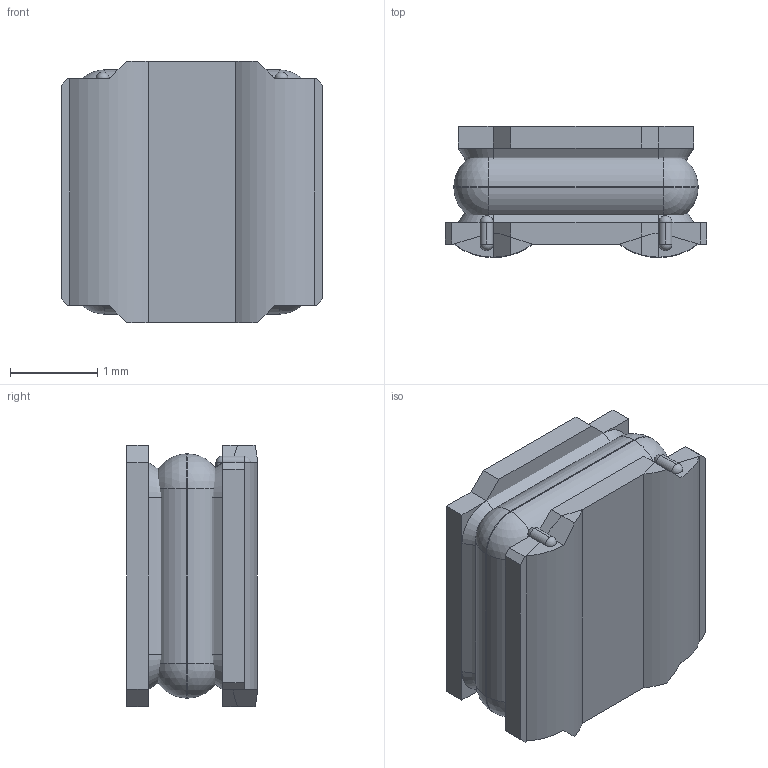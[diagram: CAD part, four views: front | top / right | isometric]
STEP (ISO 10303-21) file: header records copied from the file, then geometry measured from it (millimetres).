
FILE_DESCRIPTION(('FreeCAD Model'),'2;1');
FILE_NAME('Open CASCADE Shape Model','2024-09-22T15:15:10',('Author'),( ''),'Open CASCADE STEP processor 7.6','FreeCAD','Unknown');
FILE_SCHEMA(('AUTOMOTIVE_DESIGN { 1 0 10303 214 1 1 1 1 }'));
Length unit declared in the file: millimetre
Products named in the file (10): Unnamed; NR3015T4R7M007; NR3015T4R7M; NR3015T4R7M001; NR3015T4R7M002; NR3015T4R7M003; NR3015T4R7M004; NR3015T4R7M005; NR3015T4R7M006; Fillet
Assembly tree (16 placements, depth 3):
  Unnamed
    NR3015T4R7M007
      NR3015T4R7M
      NR3015T4R7M001
      NR3015T4R7M002
      NR3015T4R7M003
      NR3015T4R7M004
      NR3015T4R7M005
      NR3015T4R7M006
    Fillet
    NR3015T4R7M
    NR3015T4R7M001
    NR3015T4R7M002
    NR3015T4R7M003
    NR3015T4R7M004
    NR3015T4R7M005
    NR3015T4R7M006
Bounding box: 3 x 1.5 x 3 mm (x, y, z)
Surface area: 163.4 mm2
Topology: 15 solids, 15 shells, 214 faces, 510 edges, 310 vertices
Faces by surface type: plane 122, cylinder 60, sphere 16, torus 16
Entity records: 3638 total; most frequent: CARTESIAN_POINT 645, DIRECTION 613, ORIENTED_EDGE 542, EDGE_CURVE 271, AXIS2_PLACEMENT_3D 219, LINE 175, VECTOR 175, VERTEX_POINT 167
